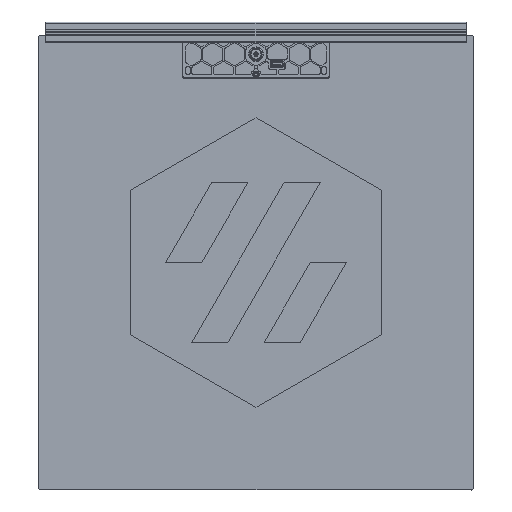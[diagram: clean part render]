
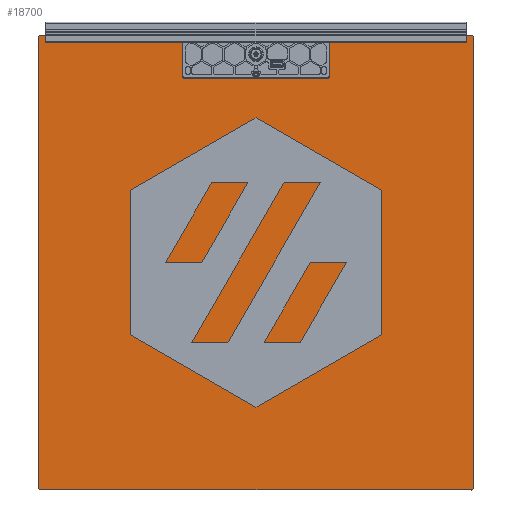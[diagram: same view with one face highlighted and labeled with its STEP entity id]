
A CAD part, left-side view. The second image highlights one B-rep face of the part: STEP entity #18700.
In plain terms, the highlighted face is planar.
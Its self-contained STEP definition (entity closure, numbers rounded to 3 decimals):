
#881=CIRCLE('',#19915,2.);
#883=CIRCLE('',#19919,2.);
#885=CIRCLE('',#19923,2.);
#887=CIRCLE('',#19927,2.);
#889=CIRCLE('',#19931,2.);
#891=CIRCLE('',#19935,2.);
#893=CIRCLE('',#19939,2.);
#895=CIRCLE('',#19943,2.);
#2029=FACE_OUTER_BOUND('',#3110,.T.);
#3110=EDGE_LOOP('',(#12761,#12762,#12763,#12764,#12765,#12766,#12767,#12768,
#12769,#12770,#12771,#12772,#12773,#12774,#12775,#12776));
#4387=LINE('',#27525,#6067);
#4391=LINE('',#27537,#6071);
#4395=LINE('',#27549,#6075);
#4399=LINE('',#27561,#6079);
#4403=LINE('',#27573,#6083);
#4407=LINE('',#27585,#6087);
#4411=LINE('',#27597,#6091);
#4415=LINE('',#27607,#6095);
#6067=VECTOR('',#22062,10.);
#6071=VECTOR('',#22074,10.);
#6075=VECTOR('',#22086,10.);
#6079=VECTOR('',#22098,10.);
#6083=VECTOR('',#22110,10.);
#6087=VECTOR('',#22122,10.);
#6091=VECTOR('',#22134,10.);
#6095=VECTOR('',#22146,10.);
#7698=VERTEX_POINT('',#27516);
#7699=VERTEX_POINT('',#27518);
#7701=VERTEX_POINT('',#27524);
#7703=VERTEX_POINT('',#27530);
#7705=VERTEX_POINT('',#27536);
#7707=VERTEX_POINT('',#27542);
#7709=VERTEX_POINT('',#27548);
#7711=VERTEX_POINT('',#27554);
#7713=VERTEX_POINT('',#27560);
#7715=VERTEX_POINT('',#27566);
#7717=VERTEX_POINT('',#27572);
#7719=VERTEX_POINT('',#27578);
#7721=VERTEX_POINT('',#27584);
#7723=VERTEX_POINT('',#27590);
#7725=VERTEX_POINT('',#27596);
#7727=VERTEX_POINT('',#27602);
#9638=EDGE_CURVE('',#7699,#7698,#881,.T.);
#9641=EDGE_CURVE('',#7701,#7699,#4387,.T.);
#9644=EDGE_CURVE('',#7703,#7701,#883,.T.);
#9647=EDGE_CURVE('',#7705,#7703,#4391,.T.);
#9650=EDGE_CURVE('',#7707,#7705,#885,.T.);
#9653=EDGE_CURVE('',#7709,#7707,#4395,.T.);
#9656=EDGE_CURVE('',#7711,#7709,#887,.T.);
#9659=EDGE_CURVE('',#7713,#7711,#4399,.T.);
#9662=EDGE_CURVE('',#7715,#7713,#889,.T.);
#9665=EDGE_CURVE('',#7717,#7715,#4403,.T.);
#9668=EDGE_CURVE('',#7719,#7717,#891,.T.);
#9671=EDGE_CURVE('',#7721,#7719,#4407,.T.);
#9674=EDGE_CURVE('',#7723,#7721,#893,.T.);
#9677=EDGE_CURVE('',#7725,#7723,#4411,.T.);
#9680=EDGE_CURVE('',#7727,#7725,#895,.T.);
#9683=EDGE_CURVE('',#7698,#7727,#4415,.T.);
#12761=ORIENTED_EDGE('',*,*,#9683,.T.);
#12762=ORIENTED_EDGE('',*,*,#9680,.T.);
#12763=ORIENTED_EDGE('',*,*,#9677,.T.);
#12764=ORIENTED_EDGE('',*,*,#9674,.T.);
#12765=ORIENTED_EDGE('',*,*,#9671,.T.);
#12766=ORIENTED_EDGE('',*,*,#9668,.T.);
#12767=ORIENTED_EDGE('',*,*,#9665,.T.);
#12768=ORIENTED_EDGE('',*,*,#9662,.T.);
#12769=ORIENTED_EDGE('',*,*,#9659,.T.);
#12770=ORIENTED_EDGE('',*,*,#9656,.T.);
#12771=ORIENTED_EDGE('',*,*,#9653,.T.);
#12772=ORIENTED_EDGE('',*,*,#9650,.T.);
#12773=ORIENTED_EDGE('',*,*,#9647,.T.);
#12774=ORIENTED_EDGE('',*,*,#9644,.T.);
#12775=ORIENTED_EDGE('',*,*,#9641,.T.);
#12776=ORIENTED_EDGE('',*,*,#9638,.T.);
#18111=PLANE('',#19945);
#18700=ADVANCED_FACE('',(#2029),#18111,.T.);
#19915=AXIS2_PLACEMENT_3D('',#27519,#22056,#22057);
#19919=AXIS2_PLACEMENT_3D('',#27531,#22068,#22069);
#19923=AXIS2_PLACEMENT_3D('',#27543,#22080,#22081);
#19927=AXIS2_PLACEMENT_3D('',#27555,#22092,#22093);
#19931=AXIS2_PLACEMENT_3D('',#27567,#22104,#22105);
#19935=AXIS2_PLACEMENT_3D('',#27579,#22116,#22117);
#19939=AXIS2_PLACEMENT_3D('',#27591,#22128,#22129);
#19943=AXIS2_PLACEMENT_3D('',#27603,#22140,#22141);
#19945=AXIS2_PLACEMENT_3D('',#27608,#22147,#22148);
#22056=DIRECTION('center_axis',(0.,0.,-1.));
#22057=DIRECTION('ref_axis',(0.,-1.,0.));
#22062=DIRECTION('',(0.,-1.,0.));
#22068=DIRECTION('center_axis',(0.,0.,-1.));
#22069=DIRECTION('ref_axis',(1.,0.,0.));
#22074=DIRECTION('',(1.,0.,0.));
#22080=DIRECTION('center_axis',(0.,0.,1.));
#22081=DIRECTION('ref_axis',(-1.,0.,0.));
#22086=DIRECTION('',(0.,-1.,0.));
#22092=DIRECTION('center_axis',(0.,0.,1.));
#22093=DIRECTION('ref_axis',(0.,1.,0.));
#22098=DIRECTION('',(-1.,0.,0.));
#22104=DIRECTION('center_axis',(0.,0.,1.));
#22105=DIRECTION('ref_axis',(1.,0.,0.));
#22110=DIRECTION('',(0.,1.,0.));
#22116=DIRECTION('center_axis',(0.,0.,1.));
#22117=DIRECTION('ref_axis',(0.,-1.,0.));
#22122=DIRECTION('',(1.,0.,0.));
#22128=DIRECTION('center_axis',(0.,0.,1.));
#22129=DIRECTION('ref_axis',(-1.,0.,0.));
#22134=DIRECTION('',(0.,-1.,0.));
#22140=DIRECTION('center_axis',(0.,0.,1.));
#22141=DIRECTION('ref_axis',(0.,1.,0.));
#22146=DIRECTION('',(-1.,0.,0.));
#22147=DIRECTION('center_axis',(0.,0.,1.));
#22148=DIRECTION('ref_axis',(1.,0.,0.));
#27516=CARTESIAN_POINT('',(-413.,-290.5,3.1));
#27518=CARTESIAN_POINT('',(-411.,-288.5,3.1));
#27519=CARTESIAN_POINT('Origin',(-413.,-288.5,3.1));
#27524=CARTESIAN_POINT('',(-411.,-145.5,3.1));
#27525=CARTESIAN_POINT('',(-411.,-145.5,3.1));
#27530=CARTESIAN_POINT('',(-413.,-143.5,3.1));
#27531=CARTESIAN_POINT('Origin',(-413.,-145.5,3.1));
#27536=CARTESIAN_POINT('',(-452.,-143.5,3.1));
#27537=CARTESIAN_POINT('',(-452.,-143.5,3.1));
#27542=CARTESIAN_POINT('',(-454.,-141.5,3.1));
#27543=CARTESIAN_POINT('Origin',(-452.,-141.5,3.1));
#27548=CARTESIAN_POINT('',(-454.,-2.,3.1));
#27549=CARTESIAN_POINT('',(-454.,-2.,3.1));
#27554=CARTESIAN_POINT('',(-452.,0.,3.1));
#27555=CARTESIAN_POINT('Origin',(-452.,-2.,3.1));
#27560=CARTESIAN_POINT('',(-2.,0.,3.1));
#27561=CARTESIAN_POINT('',(-2.,0.,3.1));
#27566=CARTESIAN_POINT('',(0.,-2.,3.1));
#27567=CARTESIAN_POINT('Origin',(-2.,-2.,3.1));
#27572=CARTESIAN_POINT('',(0.,-432.,3.1));
#27573=CARTESIAN_POINT('',(0.,-432.,3.1));
#27578=CARTESIAN_POINT('',(-2.,-434.,3.1));
#27579=CARTESIAN_POINT('Origin',(-2.,-432.,3.1));
#27584=CARTESIAN_POINT('',(-452.,-434.,3.1));
#27585=CARTESIAN_POINT('',(-452.,-434.,3.1));
#27590=CARTESIAN_POINT('',(-454.,-432.,3.1));
#27591=CARTESIAN_POINT('Origin',(-452.,-432.,3.1));
#27596=CARTESIAN_POINT('',(-454.,-292.5,3.1));
#27597=CARTESIAN_POINT('',(-454.,-292.5,3.1));
#27602=CARTESIAN_POINT('',(-452.,-290.5,3.1));
#27603=CARTESIAN_POINT('Origin',(-452.,-292.5,3.1));
#27607=CARTESIAN_POINT('',(-413.,-290.5,3.1));
#27608=CARTESIAN_POINT('Origin',(-227.,-217.,3.1));
